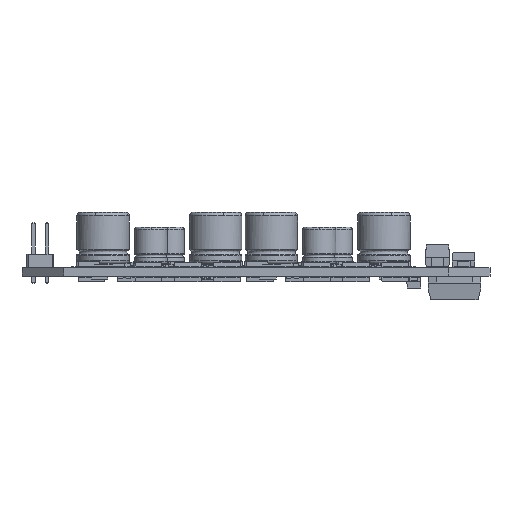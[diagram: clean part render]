
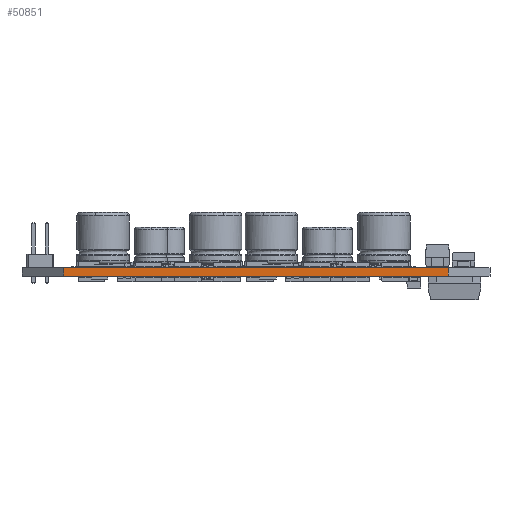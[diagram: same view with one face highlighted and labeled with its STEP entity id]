
A CAD part, front view. The second image highlights one B-rep face of the part: STEP entity #50851.
In plain terms, the highlighted planar face has unit normal (0, -1, 0).
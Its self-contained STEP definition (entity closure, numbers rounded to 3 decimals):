
#49555 = VERTEX_POINT('',#49556);
#49556 = CARTESIAN_POINT('',(130.011,-123.592,1.6));
#49562 = EDGE_CURVE('',#49563,#49555,#49565,.T.);
#49563 = VERTEX_POINT('',#49564);
#49564 = CARTESIAN_POINT('',(130.011,-123.592,0.));
#49565 = LINE('',#49566,#49567);
#49566 = CARTESIAN_POINT('',(130.011,-123.592,0.));
#49567 = VECTOR('',#49568,1.);
#49568 = DIRECTION('',(0.,0.,1.));
#49611 = VERTEX_POINT('',#49612);
#49612 = CARTESIAN_POINT('',(56.761,-123.592,0.));
#49618 = EDGE_CURVE('',#49563,#49611,#49619,.T.);
#49619 = LINE('',#49620,#49621);
#49620 = CARTESIAN_POINT('',(130.011,-123.592,0.));
#49621 = VECTOR('',#49622,1.);
#49622 = DIRECTION('',(-1.,0.,0.));
#50238 = VERTEX_POINT('',#50239);
#50239 = CARTESIAN_POINT('',(56.761,-123.592,1.6));
#50245 = EDGE_CURVE('',#49555,#50238,#50246,.T.);
#50246 = LINE('',#50247,#50248);
#50247 = CARTESIAN_POINT('',(130.011,-123.592,1.6));
#50248 = VECTOR('',#50249,1.);
#50249 = DIRECTION('',(-1.,0.,0.));
#50851 = ADVANCED_FACE('',(#50852),#50863,.T.);
#50852 = FACE_BOUND('',#50853,.T.);
#50853 = EDGE_LOOP('',(#50854,#50855,#50856,#50862));
#50854 = ORIENTED_EDGE('',*,*,#49562,.T.);
#50855 = ORIENTED_EDGE('',*,*,#50245,.T.);
#50856 = ORIENTED_EDGE('',*,*,#50857,.F.);
#50857 = EDGE_CURVE('',#49611,#50238,#50858,.T.);
#50858 = LINE('',#50859,#50860);
#50859 = CARTESIAN_POINT('',(56.761,-123.592,0.));
#50860 = VECTOR('',#50861,1.);
#50861 = DIRECTION('',(0.,0.,1.));
#50862 = ORIENTED_EDGE('',*,*,#49618,.F.);
#50863 = PLANE('',#50864);
#50864 = AXIS2_PLACEMENT_3D('',#50865,#50866,#50867);
#50865 = CARTESIAN_POINT('',(130.011,-123.592,0.));
#50866 = DIRECTION('',(0.,-1.,0.));
#50867 = DIRECTION('',(-1.,0.,0.));
